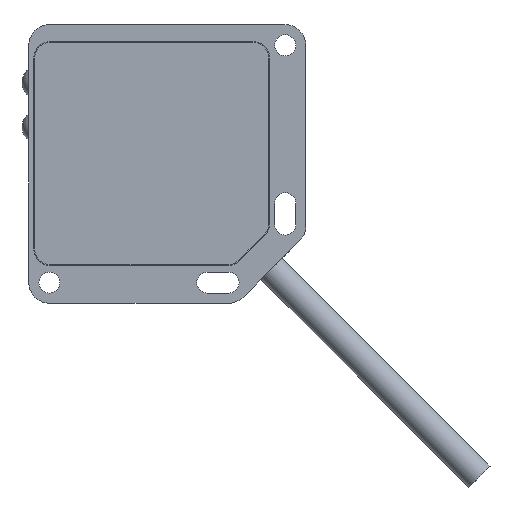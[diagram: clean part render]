
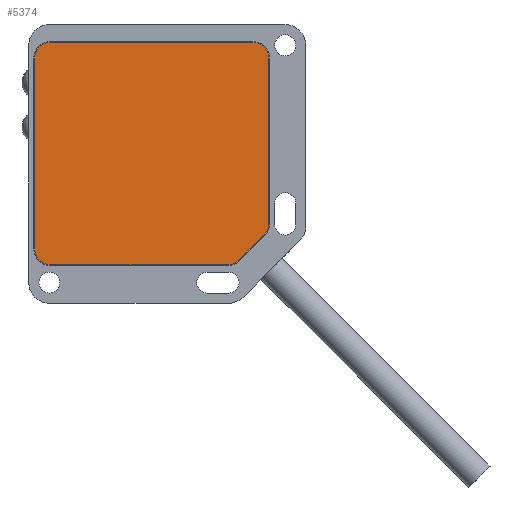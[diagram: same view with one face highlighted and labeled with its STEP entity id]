
A CAD part, left-side view. The second image highlights one B-rep face of the part: STEP entity #5374.
In plain terms, the highlighted face is planar.
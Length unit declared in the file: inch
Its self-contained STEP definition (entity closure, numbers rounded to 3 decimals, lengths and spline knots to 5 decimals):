
#5091=CARTESIAN_POINT('',(0.,-0.98365,0.03));
#5092=DIRECTION('',(0.,0.,-1.));
#5093=DIRECTION('',(1.,0.,0.));
#5094=AXIS2_PLACEMENT_3D('',#5091,#5092,#5093);
#5109=CARTESIAN_POINT('',(-0.15135,-1.135,0.03));
#5110=DIRECTION('',(0.,0.,-1.));
#5111=DIRECTION('',(0.707,-0.707,0.));
#5112=AXIS2_PLACEMENT_3D('',#5109,#5110,#5111);
#5114=DIRECTION('',(1.,0.,0.));
#5115=VECTOR('',#5114,1.05365);
#5116=CARTESIAN_POINT('',(-1.205,-1.23,0.03));
#5117=LINE('',#5116,#5115);
#5118=CARTESIAN_POINT('',(-1.205,-1.135,0.03));
#5119=DIRECTION('',(0.,0.,1.));
#5120=DIRECTION('',(-1.,0.,0.));
#5121=AXIS2_PLACEMENT_3D('',#5118,#5119,#5120);
#5123=DIRECTION('',(0.,-1.,0.));
#5124=VECTOR('',#5123,1.135);
#5125=CARTESIAN_POINT('',(-1.3,0.,0.03));
#5126=LINE('',#5125,#5124);
#5127=CARTESIAN_POINT('',(-1.205,0.,0.03));
#5128=DIRECTION('',(0.,0.,1.));
#5129=DIRECTION('',(0.,1.,0.));
#5130=AXIS2_PLACEMENT_3D('',#5127,#5128,#5129);
#5132=DIRECTION('',(-1.,0.,0.));
#5133=VECTOR('',#5132,1.205);
#5134=CARTESIAN_POINT('',(0.,0.095,0.03));
#5135=LINE('',#5134,#5133);
#5136=CARTESIAN_POINT('',(0.,0.,0.03));
#5137=DIRECTION('',(0.,0.,1.));
#5138=DIRECTION('',(1.,0.,0.));
#5139=AXIS2_PLACEMENT_3D('',#5136,#5137,#5138);
#5141=DIRECTION('',(0.,1.,0.));
#5142=VECTOR('',#5141,0.98365);
#5143=CARTESIAN_POINT('',(0.095,-0.98365,0.03));
#5144=LINE('',#5143,#5142);
#5145=DIRECTION('',(0.707,0.707,0.));
#5146=VECTOR('',#5145,0.21404);
#5147=CARTESIAN_POINT('',(-0.08418,-1.20218,0.03));
#5148=LINE('',#5147,#5146);
#5161=CARTESIAN_POINT('',(0.095,0.,0.03));
#5162=CARTESIAN_POINT('',(0.,0.095,0.03));
#5163=VERTEX_POINT('',#5161);
#5164=VERTEX_POINT('',#5162);
#5165=CARTESIAN_POINT('',(-1.205,0.095,0.03));
#5166=VERTEX_POINT('',#5165);
#5167=CARTESIAN_POINT('',(-1.3,0.,0.03));
#5168=VERTEX_POINT('',#5167);
#5169=CARTESIAN_POINT('',(-1.3,-1.135,0.03));
#5170=VERTEX_POINT('',#5169);
#5171=CARTESIAN_POINT('',(-1.205,-1.23,0.03));
#5172=VERTEX_POINT('',#5171);
#5174=CARTESIAN_POINT('',(0.095,-0.98365,0.03));
#5176=VERTEX_POINT('',#5174);
#5178=CARTESIAN_POINT('',(0.06718,-1.05082,0.03));
#5180=VERTEX_POINT('',#5178);
#5182=CARTESIAN_POINT('',(-0.08418,-1.20218,0.03));
#5184=VERTEX_POINT('',#5182);
#5186=CARTESIAN_POINT('',(-0.15135,-1.23,0.03));
#5188=VERTEX_POINT('',#5186);
#5357=CARTESIAN_POINT('',(0.,0.,0.03));
#5358=DIRECTION('',(0.,0.,1.));
#5359=DIRECTION('',(1.,0.,0.));
#5360=AXIS2_PLACEMENT_3D('',#5357,#5358,#5359);
#5361=PLANE('',#5360);
#5362=ORIENTED_EDGE('',*,*,#5225,.F.);
#5363=ORIENTED_EDGE('',*,*,#5240,.F.);
#5364=ORIENTED_EDGE('',*,*,#5254,.F.);
#5365=ORIENTED_EDGE('',*,*,#5268,.F.);
#5366=ORIENTED_EDGE('',*,*,#5282,.F.);
#5367=ORIENTED_EDGE('',*,*,#5296,.F.);
#5368=ORIENTED_EDGE('',*,*,#5310,.F.);
#5369=ORIENTED_EDGE('',*,*,#5325,.T.);
#5370=ORIENTED_EDGE('',*,*,#5338,.F.);
#5371=ORIENTED_EDGE('',*,*,#5352,.T.);
#5372=EDGE_LOOP('',(#5362,#5363,#5364,#5365,#5366,#5367,#5368,#5369,#5370,
#5371));
#5373=FACE_OUTER_BOUND('',#5372,.F.);
#5374=ADVANCED_FACE('',(#5373),#5361,.T.);
#5095=CIRCLE('',#5094,0.095);
#5113=CIRCLE('',#5112,0.095);
#5122=CIRCLE('',#5121,0.095);
#5131=CIRCLE('',#5130,0.095);
#5140=CIRCLE('',#5139,0.095);
#5225=EDGE_CURVE('',#5172,#5188,#5117,.T.);
#5240=EDGE_CURVE('',#5170,#5172,#5122,.T.);
#5254=EDGE_CURVE('',#5168,#5170,#5126,.T.);
#5268=EDGE_CURVE('',#5166,#5168,#5131,.T.);
#5282=EDGE_CURVE('',#5164,#5166,#5135,.T.);
#5296=EDGE_CURVE('',#5163,#5164,#5140,.T.);
#5310=EDGE_CURVE('',#5176,#5163,#5144,.T.);
#5325=EDGE_CURVE('',#5176,#5180,#5095,.T.);
#5338=EDGE_CURVE('',#5184,#5180,#5148,.T.);
#5352=EDGE_CURVE('',#5184,#5188,#5113,.T.);
